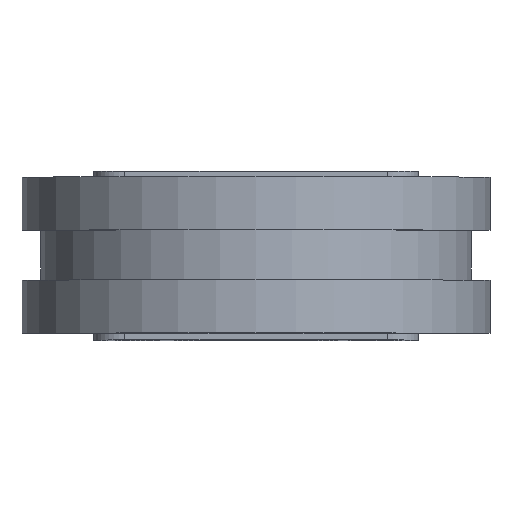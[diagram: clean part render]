
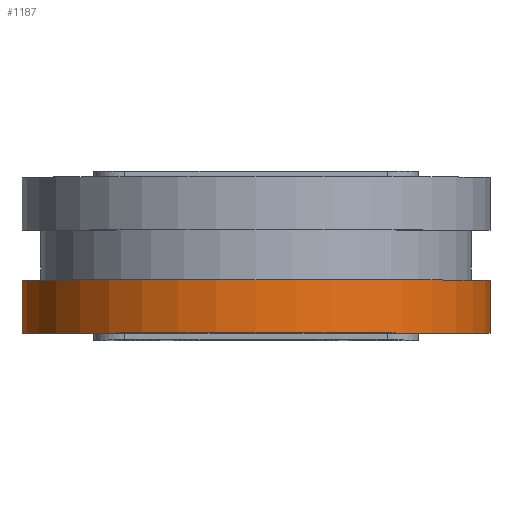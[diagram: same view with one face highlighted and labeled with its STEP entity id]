
A CAD part, top view. The second image highlights one B-rep face of the part: STEP entity #1187.
In plain terms, the highlighted cylindrical face has radius 37.5 mm (diameter 75 mm), a partial arc.
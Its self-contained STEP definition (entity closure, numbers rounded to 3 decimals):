
#1187=ADVANCED_FACE('',(#2646),#2647,.T.);
#2646=FACE_OUTER_BOUND('',#4377,.T.);
#2647=CYLINDRICAL_SURFACE('',#4378,37.5);
#4377=EDGE_LOOP('',(#7929,#7930,#7931,#7932));
#4378=AXIS2_PLACEMENT_3D('',#7933,#7934,#7935);
#7929=ORIENTED_EDGE('',*,*,#11336,.T.);
#7930=ORIENTED_EDGE('',*,*,#11355,.T.);
#7931=ORIENTED_EDGE('',*,*,#11329,.T.);
#7932=ORIENTED_EDGE('',*,*,#11353,.T.);
#7933=CARTESIAN_POINT('',(0.0,-1.0,96.5));
#7934=DIRECTION('',(0.0,-1.0,0.0));
#7935=DIRECTION('',(1.,0.0,0.));
#11329=EDGE_CURVE('',#13864,#13862,#13865,.T.);
#11336=EDGE_CURVE('',#13876,#13874,#13877,.T.);
#11353=EDGE_CURVE('',#13862,#13876,#13901,.T.);
#11355=EDGE_CURVE('',#13874,#13864,#13903,.T.);
#13862=VERTEX_POINT('',#17354);
#13864=VERTEX_POINT('',#17357);
#13865=LINE('',#17358,#17359);
#13874=VERTEX_POINT('',#17371);
#13876=VERTEX_POINT('',#17374);
#13877=LINE('',#17375,#17376);
#13901=CIRCLE('',#17410,37.5);
#13903=CIRCLE('',#17412,37.5);
#17354=CARTESIAN_POINT('',(37.47,-17.5,98.0));
#17357=CARTESIAN_POINT('',(37.47,-26.0,98.0));
#17358=CARTESIAN_POINT('',(37.47,-21.75,98.0));
#17359=VECTOR('',#20492,1.0);
#17371=CARTESIAN_POINT('',(-37.47,-26.0,98.0));
#17374=CARTESIAN_POINT('',(-37.47,-17.5,98.0));
#17375=CARTESIAN_POINT('',(-37.47,-21.75,98.0));
#17376=VECTOR('',#20500,1.0);
#17410=AXIS2_PLACEMENT_3D('',#20520,#20521,#20522);
#17412=AXIS2_PLACEMENT_3D('',#20523,#20524,#20525);
#20492=DIRECTION('',(-0.0,1.0,-0.0));
#20500=DIRECTION('',(0.0,-1.0,0.0));
#20520=CARTESIAN_POINT('',(0.0,-17.5,96.5));
#20521=DIRECTION('',(0.0,-1.0,0.0));
#20522=DIRECTION('',(1.,0.0,0.));
#20523=CARTESIAN_POINT('',(0.0,-26.0,96.5));
#20524=DIRECTION('',(-0.0,1.0,0.0));
#20525=DIRECTION('',(1.,0.0,0.));
